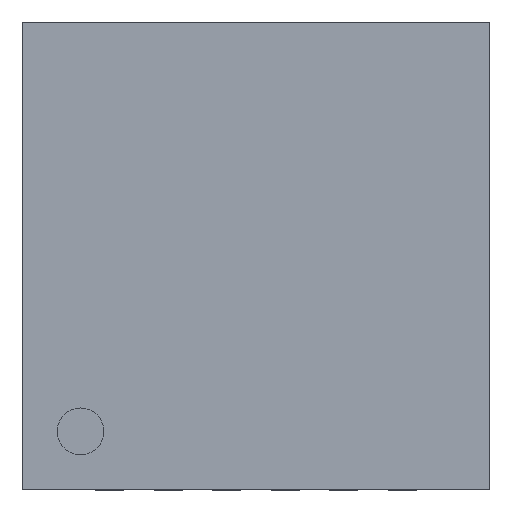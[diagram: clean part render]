
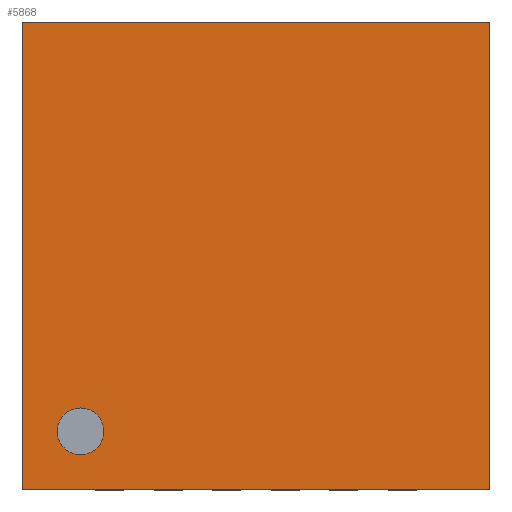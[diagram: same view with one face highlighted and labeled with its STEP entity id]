
A CAD part, top view. The second image highlights one B-rep face of the part: STEP entity #5868.
In plain terms, the highlighted planar face has unit normal (0, 0, 1).
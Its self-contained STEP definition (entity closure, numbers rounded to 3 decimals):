
#4065 = VERTEX_POINT('',#4066);
#4066 = CARTESIAN_POINT('',(-1.3,-1.5,0.8));
#4072 = EDGE_CURVE('',#4073,#4065,#4075,.T.);
#4073 = VERTEX_POINT('',#4074);
#4074 = CARTESIAN_POINT('',(-1.7,-1.5,0.8));
#4075 = CIRCLE('',#4076,0.2);
#4076 = AXIS2_PLACEMENT_3D('',#4077,#4078,#4079);
#4077 = CARTESIAN_POINT('',(-1.5,-1.5,0.8));
#4078 = DIRECTION('',(0.,0.,1.));
#4079 = DIRECTION('',(1.,0.,0.));
#4423 = VERTEX_POINT('',#4424);
#4424 = CARTESIAN_POINT('',(2.,-2.,0.8));
#4430 = EDGE_CURVE('',#4431,#4423,#4433,.T.);
#4431 = VERTEX_POINT('',#4432);
#4432 = CARTESIAN_POINT('',(-2.,-2.,0.8));
#4433 = LINE('',#4434,#4435);
#4434 = CARTESIAN_POINT('',(2.,-2.,0.8));
#4435 = VECTOR('',#4436,1.);
#4436 = DIRECTION('',(1.,0.,0.));
#4703 = VERTEX_POINT('',#4704);
#4704 = CARTESIAN_POINT('',(-2.,2.,0.8));
#4710 = EDGE_CURVE('',#4711,#4703,#4713,.T.);
#4711 = VERTEX_POINT('',#4712);
#4712 = CARTESIAN_POINT('',(2.,2.,0.8));
#4713 = LINE('',#4714,#4715);
#4714 = CARTESIAN_POINT('',(2.,2.,0.8));
#4715 = VECTOR('',#4716,1.);
#4716 = DIRECTION('',(-1.,0.,0.));
#5618 = EDGE_CURVE('',#4423,#4711,#5619,.T.);
#5619 = LINE('',#5620,#5621);
#5620 = CARTESIAN_POINT('',(2.,2.,0.8));
#5621 = VECTOR('',#5622,1.);
#5622 = DIRECTION('',(0.,1.,0.));
#5819 = EDGE_CURVE('',#4703,#4431,#5820,.T.);
#5820 = LINE('',#5821,#5822);
#5821 = CARTESIAN_POINT('',(-2.,2.,0.8));
#5822 = VECTOR('',#5823,1.);
#5823 = DIRECTION('',(0.,-1.,0.));
#5868 = ADVANCED_FACE('',(#5869,#5879),#5885,.T.);
#5869 = FACE_BOUND('',#5870,.T.);
#5870 = EDGE_LOOP('',(#5871,#5878));
#5871 = ORIENTED_EDGE('',*,*,#5872,.F.);
#5872 = EDGE_CURVE('',#4065,#4073,#5873,.T.);
#5873 = CIRCLE('',#5874,0.2);
#5874 = AXIS2_PLACEMENT_3D('',#5875,#5876,#5877);
#5875 = CARTESIAN_POINT('',(-1.5,-1.5,0.8));
#5876 = DIRECTION('',(0.,0.,1.));
#5877 = DIRECTION('',(1.,0.,0.));
#5878 = ORIENTED_EDGE('',*,*,#4072,.F.);
#5879 = FACE_BOUND('',#5880,.T.);
#5880 = EDGE_LOOP('',(#5881,#5882,#5883,#5884));
#5881 = ORIENTED_EDGE('',*,*,#5819,.T.);
#5882 = ORIENTED_EDGE('',*,*,#4430,.T.);
#5883 = ORIENTED_EDGE('',*,*,#5618,.T.);
#5884 = ORIENTED_EDGE('',*,*,#4710,.T.);
#5885 = PLANE('',#5886);
#5886 = AXIS2_PLACEMENT_3D('',#5887,#5888,#5889);
#5887 = CARTESIAN_POINT('',(0.,0.,0.8
    ));
#5888 = DIRECTION('',(0.,0.,1.));
#5889 = DIRECTION('',(1.,0.,0.));
